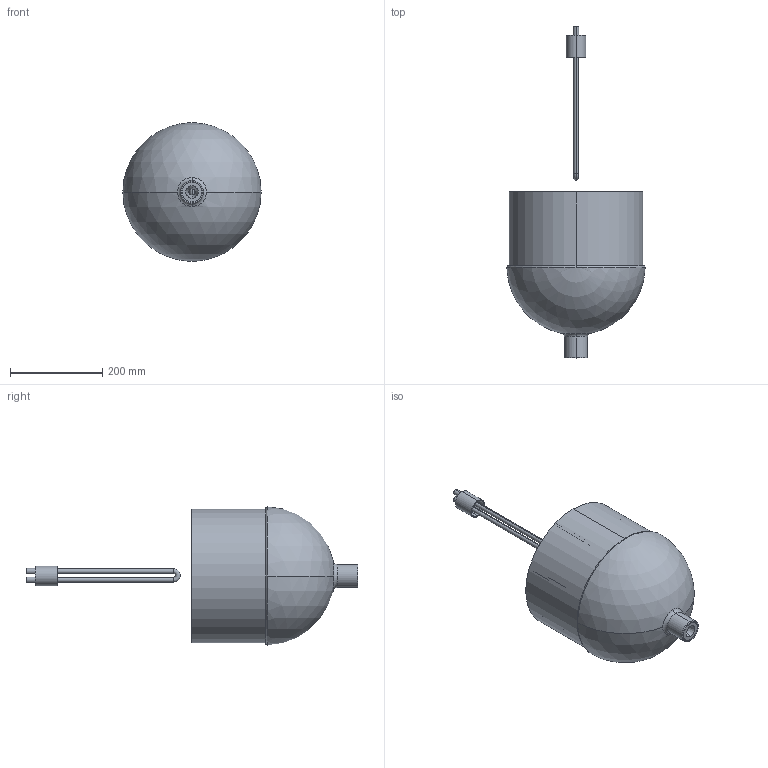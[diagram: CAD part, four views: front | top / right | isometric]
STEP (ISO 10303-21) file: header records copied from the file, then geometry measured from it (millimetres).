
FILE_DESCRIPTION (( 'STEP AP203' ), '1' );
FILE_NAME ('vicolo di pression.STEP', '2016-04-29T10:58:35', ( ' ' ), ( ' ' ), 'SwSTEP 2.0', 'SolidWorks 2010', '' );
FILE_SCHEMA (( 'CONFIG_CONTROL_DESIGN' ));
Length unit declared in the file: millimetre
Products named in the file (13): vicolo di pression; FINS 1; tapa; terbine steam; v icolo di pressione; glass tube boron coted
Assembly tree (12 placements, depth 2):
  vicolo di pression
    FINS 1
    terbine steam
    FINS 1
    v icolo di pressione
    FINS 1
    FINS 1
    FINS 1
    tapa
    FINS 1
    FINS 1
    FINS 1
    glass tube boron coted
Bounding box: 299.89 x 720 x 299.89 mm (x, y, z)
Volume: 3228043.2 mm3; surface area: 1287887.5 mm2
Topology: 12 solids, 12 shells, 308 faces, 800 edges, 520 vertices
Faces by surface type: plane 190, cylinder 74, cone 20, torus 20, sphere 4
Entity records: 11547 total; most frequent: CARTESIAN_POINT 2423, DIRECTION 1654, ORIENTED_EDGE 1600, EDGE_CURVE 800, VECTOR 552, LINE 552, AXIS2_PLACEMENT_3D 551, VERTEX_POINT 520
